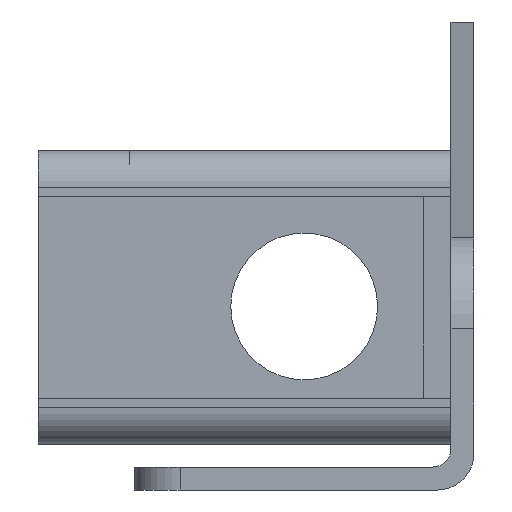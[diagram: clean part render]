
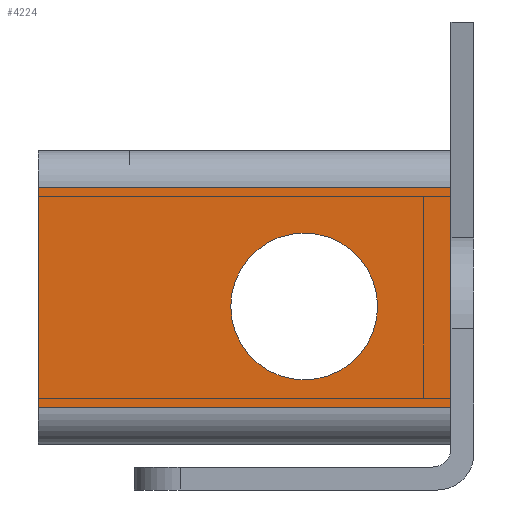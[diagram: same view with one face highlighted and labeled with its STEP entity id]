
A CAD part, left-side view. The second image highlights one B-rep face of the part: STEP entity #4224.
In plain terms, the highlighted planar face has unit normal (-1, 0, 0).
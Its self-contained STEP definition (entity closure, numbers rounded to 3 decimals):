
#667=DIRECTION('',(0.,0.,-1.));
#668=VECTOR('',#667,24.);
#669=CARTESIAN_POINT('',(-366.5,2.5,33.));
#670=LINE('',#669,#668);
#1291=DIRECTION('',(0.,0.,-1.));
#1292=VECTOR('',#1291,24.);
#1293=CARTESIAN_POINT('',(-366.5,47.5,33.));
#1294=LINE('',#1293,#1292);
#1318=DIRECTION('',(0.,1.,0.));
#1319=VECTOR('',#1318,45.);
#1320=CARTESIAN_POINT('',(-366.5,2.5,9.));
#1321=LINE('',#1320,#1319);
#1322=DIRECTION('',(0.,1.,0.));
#1323=VECTOR('',#1322,45.);
#1324=CARTESIAN_POINT('',(-366.5,2.5,33.));
#1325=LINE('',#1324,#1323);
#1326=CARTESIAN_POINT('',(-366.5,18.5,20.));
#1327=DIRECTION('',(-1.,0.,0.));
#1328=DIRECTION('',(0.,0.,1.));
#1329=AXIS2_PLACEMENT_3D('',#1326,#1327,#1328);
#1331=CARTESIAN_POINT('',(-366.5,18.5,20.));
#1332=DIRECTION('',(-1.,0.,0.));
#1333=DIRECTION('',(0.,0.,-1.));
#1334=AXIS2_PLACEMENT_3D('',#1331,#1332,#1333);
#2403=CARTESIAN_POINT('',(-366.5,18.5,28.));
#2405=VERTEX_POINT('',#2403);
#2407=CARTESIAN_POINT('',(-366.5,18.5,12.));
#2409=VERTEX_POINT('',#2407);
#2427=CARTESIAN_POINT('',(-366.5,47.5,9.));
#2429=VERTEX_POINT('',#2427);
#2430=CARTESIAN_POINT('',(-366.5,2.5,9.));
#2431=VERTEX_POINT('',#2430);
#2434=CARTESIAN_POINT('',(-366.5,47.5,33.));
#2436=VERTEX_POINT('',#2434);
#2440=CARTESIAN_POINT('',(-366.5,2.5,33.));
#2441=VERTEX_POINT('',#2440);
#4206=CARTESIAN_POINT('',(-366.5,2.5,37.));
#4207=DIRECTION('',(1.,0.,0.));
#4208=DIRECTION('',(0.,0.,-1.));
#4209=AXIS2_PLACEMENT_3D('',#4206,#4207,#4208);
#4210=PLANE('',#4209);
#4211=ORIENTED_EDGE('',*,*,#4199,.T.);
#4212=ORIENTED_EDGE('',*,*,#4154,.F.);
#4214=ORIENTED_EDGE('',*,*,#4213,.F.);
#4215=ORIENTED_EDGE('',*,*,#3251,.T.);
#4216=EDGE_LOOP('',(#4211,#4212,#4214,#4215));
#4217=FACE_OUTER_BOUND('',#4216,.F.);
#4219=ORIENTED_EDGE('',*,*,#4218,.T.);
#4221=ORIENTED_EDGE('',*,*,#4220,.T.);
#4222=EDGE_LOOP('',(#4219,#4221));
#4223=FACE_BOUND('',#4222,.F.);
#4224=ADVANCED_FACE('',(#4217,#4223),#4210,.F.);
#1330=CIRCLE('',#1329,8.);
#1335=CIRCLE('',#1334,8.);
#3251=EDGE_CURVE('',#2441,#2431,#670,.T.);
#4154=EDGE_CURVE('',#2436,#2429,#1294,.T.);
#4199=EDGE_CURVE('',#2431,#2429,#1321,.T.);
#4213=EDGE_CURVE('',#2441,#2436,#1325,.T.);
#4218=EDGE_CURVE('',#2405,#2409,#1330,.T.);
#4220=EDGE_CURVE('',#2409,#2405,#1335,.T.);
